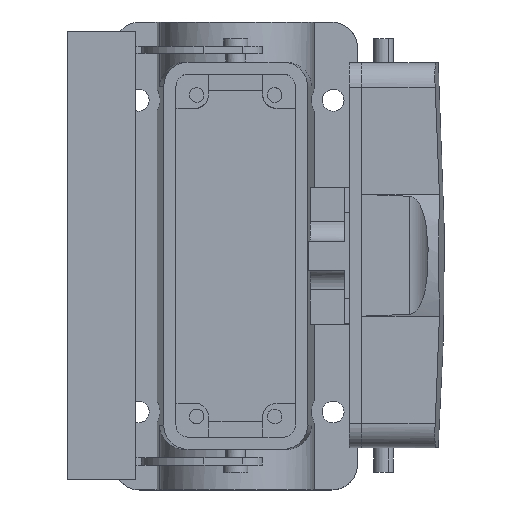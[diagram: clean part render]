
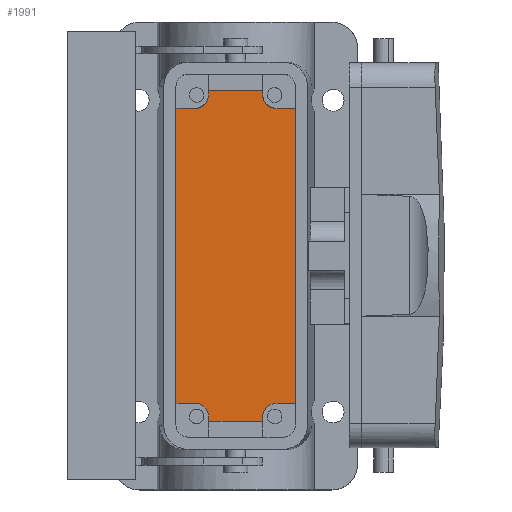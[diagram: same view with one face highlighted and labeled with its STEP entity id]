
A CAD part, top view. The second image highlights one B-rep face of the part: STEP entity #1991.
In plain terms, the highlighted planar face has unit normal (0, 0, 1).
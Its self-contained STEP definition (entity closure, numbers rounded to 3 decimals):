
#387=AXIS2_PLACEMENT_3D('Circle Axis2P3D',#385,#386,$) ;
#484=AXIS2_PLACEMENT_3D('Circle Axis2P3D',#482,#483,$) ;
#1910=AXIS2_PLACEMENT_3D('Plane Axis2P3D',#1907,#1908,#1909) ;
#1928=AXIS2_PLACEMENT_3D('Circle Axis2P3D',#1926,#1927,$) ;
#1956=AXIS2_PLACEMENT_3D('Circle Axis2P3D',#1954,#1955,$) ;
#382=CARTESIAN_POINT('Vertex',(26.,78.25,4.5)) ;
#385=CARTESIAN_POINT('Axis2P3D Location',(26.,81.25,4.5)) ;
#389=CARTESIAN_POINT('Vertex',(29.,81.25,4.5)) ;
#410=CARTESIAN_POINT('Line Origine',(29.,81.625,4.5)) ;
#414=CARTESIAN_POINT('Vertex',(29.,82.,4.5)) ;
#434=CARTESIAN_POINT('Line Origine',(34.5,82.,4.5)) ;
#438=CARTESIAN_POINT('Vertex',(40.,82.,4.5)) ;
#458=CARTESIAN_POINT('Line Origine',(40.,81.625,4.5)) ;
#462=CARTESIAN_POINT('Vertex',(40.,81.25,4.5)) ;
#482=CARTESIAN_POINT('Axis2P3D Location',(43.,81.25,4.5)) ;
#486=CARTESIAN_POINT('Vertex',(43.,78.25,4.5)) ;
#506=CARTESIAN_POINT('Line Origine',(44.875,78.25,4.5)) ;
#510=CARTESIAN_POINT('Vertex',(46.75,78.25,4.5)) ;
#680=CARTESIAN_POINT('Vertex',(22.25,78.25,4.5)) ;
#683=CARTESIAN_POINT('Line Origine',(24.125,78.25,4.5)) ;
#1907=CARTESIAN_POINT('Axis2P3D Location',(34.5,48.,4.5)) ;
#1912=CARTESIAN_POINT('Line Origine',(22.25,48.,4.5)) ;
#1916=CARTESIAN_POINT('Vertex',(22.25,17.75,4.5)) ;
#1919=CARTESIAN_POINT('Line Origine',(24.125,17.75,4.5)) ;
#1923=CARTESIAN_POINT('Vertex',(26.,17.75,4.5)) ;
#1926=CARTESIAN_POINT('Axis2P3D Location',(26.,14.75,4.5)) ;
#1930=CARTESIAN_POINT('Vertex',(29.,14.75,4.5)) ;
#1933=CARTESIAN_POINT('Line Origine',(29.,14.375,4.5)) ;
#1937=CARTESIAN_POINT('Vertex',(29.,14.,4.5)) ;
#1940=CARTESIAN_POINT('Line Origine',(34.5,14.,4.5)) ;
#1944=CARTESIAN_POINT('Vertex',(40.,14.,4.5)) ;
#1947=CARTESIAN_POINT('Line Origine',(40.,14.375,4.5)) ;
#1951=CARTESIAN_POINT('Vertex',(40.,14.75,4.5)) ;
#1954=CARTESIAN_POINT('Axis2P3D Location',(43.,14.75,4.5)) ;
#1958=CARTESIAN_POINT('Vertex',(43.,17.75,4.5)) ;
#1961=CARTESIAN_POINT('Line Origine',(44.875,17.75,4.5)) ;
#1965=CARTESIAN_POINT('Vertex',(46.75,17.75,4.5)) ;
#1968=CARTESIAN_POINT('Line Origine',(46.75,48.,4.5)) ;
#386=DIRECTION('Axis2P3D Direction',(0.,0.,-1.)) ;
#411=DIRECTION('Vector Direction',(0.,1.,0.)) ;
#435=DIRECTION('Vector Direction',(-1.,0.,0.)) ;
#459=DIRECTION('Vector Direction',(0.,1.,0.)) ;
#483=DIRECTION('Axis2P3D Direction',(0.,-0.,-1.)) ;
#507=DIRECTION('Vector Direction',(1.,0.,0.)) ;
#684=DIRECTION('Vector Direction',(-1.,0.,0.)) ;
#1908=DIRECTION('Axis2P3D Direction',(-0.,0.,1.)) ;
#1909=DIRECTION('Axis2P3D XDirection',(0.,-1.,0.)) ;
#1913=DIRECTION('Vector Direction',(0.,1.,0.)) ;
#1920=DIRECTION('Vector Direction',(-1.,0.,0.)) ;
#1927=DIRECTION('Axis2P3D Direction',(-0.,0.,1.)) ;
#1934=DIRECTION('Vector Direction',(0.,-1.,0.)) ;
#1941=DIRECTION('Vector Direction',(-1.,0.,0.)) ;
#1948=DIRECTION('Vector Direction',(0.,-1.,0.)) ;
#1955=DIRECTION('Axis2P3D Direction',(-0.,0.,1.)) ;
#1962=DIRECTION('Vector Direction',(1.,0.,0.)) ;
#1969=DIRECTION('Vector Direction',(0.,-1.,0.)) ;
#412=VECTOR('Line Direction',#411,1.) ;
#436=VECTOR('Line Direction',#435,1.) ;
#460=VECTOR('Line Direction',#459,1.) ;
#508=VECTOR('Line Direction',#507,1.) ;
#685=VECTOR('Line Direction',#684,1.) ;
#1914=VECTOR('Line Direction',#1913,1.) ;
#1921=VECTOR('Line Direction',#1920,1.) ;
#1935=VECTOR('Line Direction',#1934,1.) ;
#1942=VECTOR('Line Direction',#1941,1.) ;
#1949=VECTOR('Line Direction',#1948,1.) ;
#1963=VECTOR('Line Direction',#1962,1.) ;
#1970=VECTOR('Line Direction',#1969,1.) ;
#1974=ORIENTED_EDGE('',*,*,#416,.F.) ;
#1975=ORIENTED_EDGE('',*,*,#391,.F.) ;
#1976=ORIENTED_EDGE('',*,*,#687,.T.) ;
#1977=ORIENTED_EDGE('',*,*,#1918,.T.) ;
#1978=ORIENTED_EDGE('',*,*,#1925,.F.) ;
#1979=ORIENTED_EDGE('',*,*,#1932,.F.) ;
#1980=ORIENTED_EDGE('',*,*,#1939,.T.) ;
#1981=ORIENTED_EDGE('',*,*,#1946,.F.) ;
#1982=ORIENTED_EDGE('',*,*,#1953,.F.) ;
#1983=ORIENTED_EDGE('',*,*,#1960,.F.) ;
#1984=ORIENTED_EDGE('',*,*,#1967,.T.) ;
#1985=ORIENTED_EDGE('',*,*,#1972,.T.) ;
#1986=ORIENTED_EDGE('',*,*,#512,.F.) ;
#1987=ORIENTED_EDGE('',*,*,#488,.F.) ;
#1988=ORIENTED_EDGE('',*,*,#464,.T.) ;
#1989=ORIENTED_EDGE('',*,*,#440,.T.) ;
#1991=ADVANCED_FACE('Housing',(#1990),#1911,.T.) ;
#388=CIRCLE('generated circle',#387,3.) ;
#485=CIRCLE('generated circle',#484,3.) ;
#1929=CIRCLE('generated circle',#1928,3.) ;
#1957=CIRCLE('generated circle',#1956,3.) ;
#391=EDGE_CURVE('',#383,#390,#388,.F.) ;
#416=EDGE_CURVE('',#390,#415,#413,.T.) ;
#440=EDGE_CURVE('',#439,#415,#437,.T.) ;
#464=EDGE_CURVE('',#463,#439,#461,.T.) ;
#488=EDGE_CURVE('',#463,#487,#485,.F.) ;
#512=EDGE_CURVE('',#487,#511,#509,.T.) ;
#687=EDGE_CURVE('',#383,#681,#686,.T.) ;
#1918=EDGE_CURVE('',#681,#1917,#1915,.F.) ;
#1925=EDGE_CURVE('',#1924,#1917,#1922,.T.) ;
#1932=EDGE_CURVE('',#1931,#1924,#1929,.T.) ;
#1939=EDGE_CURVE('',#1931,#1938,#1936,.T.) ;
#1946=EDGE_CURVE('',#1945,#1938,#1943,.T.) ;
#1953=EDGE_CURVE('',#1952,#1945,#1950,.T.) ;
#1960=EDGE_CURVE('',#1959,#1952,#1957,.T.) ;
#1967=EDGE_CURVE('',#1959,#1966,#1964,.T.) ;
#1972=EDGE_CURVE('',#1966,#511,#1971,.F.) ;
#1973=EDGE_LOOP('',(#1974,#1975,#1976,#1977,#1978,#1979,#1980,#1981,#1982,#1983,#1984,#1985,#1986,#1987,#1988,#1989)) ;
#1990=FACE_OUTER_BOUND('',#1973,.T.) ;
#413=LINE('Line',#410,#412) ;
#437=LINE('Line',#434,#436) ;
#461=LINE('Line',#458,#460) ;
#509=LINE('Line',#506,#508) ;
#686=LINE('Line',#683,#685) ;
#1915=LINE('Line',#1912,#1914) ;
#1922=LINE('Line',#1919,#1921) ;
#1936=LINE('Line',#1933,#1935) ;
#1943=LINE('Line',#1940,#1942) ;
#1950=LINE('Line',#1947,#1949) ;
#1964=LINE('Line',#1961,#1963) ;
#1971=LINE('Line',#1968,#1970) ;
#1911=PLANE('',#1910) ;
#383=VERTEX_POINT('',#382) ;
#390=VERTEX_POINT('',#389) ;
#415=VERTEX_POINT('',#414) ;
#439=VERTEX_POINT('',#438) ;
#463=VERTEX_POINT('',#462) ;
#487=VERTEX_POINT('',#486) ;
#511=VERTEX_POINT('',#510) ;
#681=VERTEX_POINT('',#680) ;
#1917=VERTEX_POINT('',#1916) ;
#1924=VERTEX_POINT('',#1923) ;
#1931=VERTEX_POINT('',#1930) ;
#1938=VERTEX_POINT('',#1937) ;
#1945=VERTEX_POINT('',#1944) ;
#1952=VERTEX_POINT('',#1951) ;
#1959=VERTEX_POINT('',#1958) ;
#1966=VERTEX_POINT('',#1965) ;
